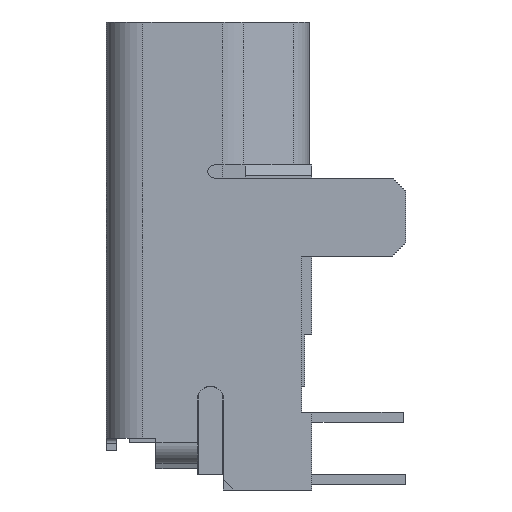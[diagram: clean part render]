
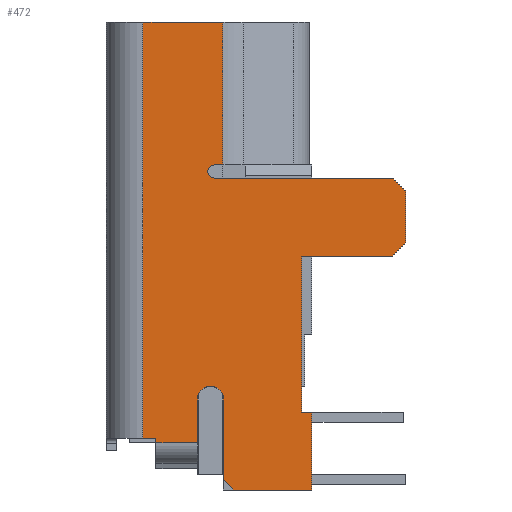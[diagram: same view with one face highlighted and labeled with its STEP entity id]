
A CAD part, left-side view. The second image highlights one B-rep face of the part: STEP entity #472.
In plain terms, the highlighted planar face has unit normal (-1, 0, 0).
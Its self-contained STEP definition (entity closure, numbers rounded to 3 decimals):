
#472=ADVANCED_FACE('',(#1532),#1533,.T.);
#1532=FACE_OUTER_BOUND('',#3549,.T.);
#1533=PLANE('',#3550);
#3549=EDGE_LOOP('',(#7521,#7522,#7523,#7524,#7525,#7526,#7527,#7528,#7529,#7530,#7531,#7532,#7533,#7534,#7535,#7536,#7537,#7538,#7539,#7540,#7541,#7542));
#3550=AXIS2_PLACEMENT_3D('',#7543,#7544,#7545);
#7521=ORIENTED_EDGE('',*,*,#10803,.T.);
#7522=ORIENTED_EDGE('',*,*,#10804,.F.);
#7523=ORIENTED_EDGE('',*,*,#10805,.F.);
#7524=ORIENTED_EDGE('',*,*,#9505,.T.);
#7525=ORIENTED_EDGE('',*,*,#10806,.T.);
#7526=ORIENTED_EDGE('',*,*,#9797,.T.);
#7527=ORIENTED_EDGE('',*,*,#10807,.F.);
#7528=ORIENTED_EDGE('',*,*,#10808,.F.);
#7529=ORIENTED_EDGE('',*,*,#10809,.F.);
#7530=ORIENTED_EDGE('',*,*,#9449,.T.);
#7531=ORIENTED_EDGE('',*,*,#10810,.T.);
#7532=ORIENTED_EDGE('',*,*,#10728,.T.);
#7533=ORIENTED_EDGE('',*,*,#10811,.T.);
#7534=ORIENTED_EDGE('',*,*,#10812,.F.);
#7535=ORIENTED_EDGE('',*,*,#10813,.F.);
#7536=ORIENTED_EDGE('',*,*,#10814,.T.);
#7537=ORIENTED_EDGE('',*,*,#10802,.T.);
#7538=ORIENTED_EDGE('',*,*,#10815,.F.);
#7539=ORIENTED_EDGE('',*,*,#10816,.F.);
#7540=ORIENTED_EDGE('',*,*,#10817,.F.);
#7541=ORIENTED_EDGE('',*,*,#10818,.F.);
#7542=ORIENTED_EDGE('',*,*,#10819,.T.);
#7543=CARTESIAN_POINT('',(-3.85,-0.288,0.0));
#7544=DIRECTION('',(-1.0,0.0,0.0));
#7545=DIRECTION('',(0.0,0.0,1.0));
#9449=EDGE_CURVE('',#11291,#11288,#11292,.T.);
#9505=EDGE_CURVE('',#11403,#11401,#11404,.T.);
#9797=EDGE_CURVE('',#11893,#11891,#11894,.T.);
#10728=EDGE_CURVE('',#13442,#13439,#13443,.T.);
#10802=EDGE_CURVE('',#13565,#13569,#13571,.T.);
#10803=EDGE_CURVE('',#13572,#13573,#13574,.T.);
#10804=EDGE_CURVE('',#13575,#13573,#13576,.T.);
#10805=EDGE_CURVE('',#11403,#13575,#13577,.T.);
#10806=EDGE_CURVE('',#11401,#11893,#13578,.T.);
#10807=EDGE_CURVE('',#13579,#11891,#13580,.T.);
#10808=EDGE_CURVE('',#13581,#13579,#13582,.T.);
#10809=EDGE_CURVE('',#11291,#13581,#13583,.T.);
#10810=EDGE_CURVE('',#11288,#13442,#13584,.T.);
#10811=EDGE_CURVE('',#13439,#13585,#13586,.T.);
#10812=EDGE_CURVE('',#13587,#13585,#13588,.T.);
#10813=EDGE_CURVE('',#13589,#13587,#13590,.T.);
#10814=EDGE_CURVE('',#13589,#13565,#13591,.T.);
#10815=EDGE_CURVE('',#13592,#13569,#13593,.T.);
#10816=EDGE_CURVE('',#13594,#13592,#13595,.T.);
#10817=EDGE_CURVE('',#13596,#13594,#13597,.T.);
#10818=EDGE_CURVE('',#13598,#13596,#13599,.T.);
#10819=EDGE_CURVE('',#13598,#13572,#13600,.T.);
#11288=VERTEX_POINT('',#14208);
#11291=VERTEX_POINT('',#14212);
#11292=CIRCLE('',#14213,0.25);
#11401=VERTEX_POINT('',#14350);
#11403=VERTEX_POINT('',#14352);
#11404=LINE('',#14353,#14354);
#11891=VERTEX_POINT('',#15182);
#11893=VERTEX_POINT('',#15185);
#11894=LINE('',#15186,#15187);
#13439=VERTEX_POINT('',#17830);
#13442=VERTEX_POINT('',#17834);
#13443=LINE('',#17835,#17836);
#13565=VERTEX_POINT('',#18026);
#13569=VERTEX_POINT('',#18032);
#13571=LINE('',#18035,#18036);
#13572=VERTEX_POINT('',#18037);
#13573=VERTEX_POINT('',#18038);
#13574=CIRCLE('',#18039,0.125);
#13575=VERTEX_POINT('',#18040);
#13576=LINE('',#18041,#18042);
#13577=LINE('',#18043,#18044);
#13578=LINE('',#18045,#18046);
#13579=VERTEX_POINT('',#18047);
#13580=LINE('',#18048,#18049);
#13581=VERTEX_POINT('',#18050);
#13582=LINE('',#18051,#18052);
#13583=LINE('',#18053,#18054);
#13584=CIRCLE('',#18055,0.25);
#13585=VERTEX_POINT('',#18056);
#13586=LINE('',#18057,#18058);
#13587=VERTEX_POINT('',#18059);
#13588=LINE('',#18060,#18061);
#13589=VERTEX_POINT('',#18062);
#13590=LINE('',#18063,#18064);
#13591=LINE('',#18065,#18066);
#13592=VERTEX_POINT('',#18067);
#13593=LINE('',#18068,#18069);
#13594=VERTEX_POINT('',#18070);
#13595=LINE('',#18071,#18072);
#13596=VERTEX_POINT('',#18073);
#13597=LINE('',#18074,#18075);
#13598=VERTEX_POINT('',#18076);
#13599=LINE('',#18077,#18078);
#13600=LINE('',#18079,#18080);
#14208=CARTESIAN_POINT('',(-3.85,-0.05,-7.0));
#14212=CARTESIAN_POINT('',(-3.85,0.2,-7.25));
#14213=AXIS2_PLACEMENT_3D('',#19044,#19045,#19046);
#14350=CARTESIAN_POINT('',(-3.85,1.25,0.0));
#14352=CARTESIAN_POINT('',(-3.85,-0.288,0.0));
#14353=CARTESIAN_POINT('',(-3.85,-0.288,0.0));
#14354=VECTOR('',#19156,1.538);
#15182=CARTESIAN_POINT('',(-3.85,1.0,-8.0));
#15185=CARTESIAN_POINT('',(-3.85,1.25,-8.0));
#15186=CARTESIAN_POINT('',(-3.85,1.25,-8.0));
#15187=VECTOR('',#19542,0.25);
#17830=CARTESIAN_POINT('',(-3.85,-0.3,-8.8));
#17834=CARTESIAN_POINT('',(-3.85,-0.3,-7.25));
#17835=CARTESIAN_POINT('',(-3.85,-0.3,-7.25));
#17836=VECTOR('',#20595,1.55);
#18026=CARTESIAN_POINT('',(-3.85,-1.8,-7.5));
#18032=CARTESIAN_POINT('',(-3.85,-1.8,-4.5));
#18035=CARTESIAN_POINT('',(-3.85,-1.8,-7.5));
#18036=VECTOR('',#20673,3.0);
#18037=CARTESIAN_POINT('',(-3.85,-0.125,-3.0));
#18038=CARTESIAN_POINT('',(-3.85,-0.125,-2.75));
#18039=AXIS2_PLACEMENT_3D('',#20674,#20675,#20676);
#18040=CARTESIAN_POINT('',(-3.85,-0.288,-2.75));
#18041=CARTESIAN_POINT('',(-3.85,-0.288,-2.75));
#18042=VECTOR('',#20677,0.163);
#18043=CARTESIAN_POINT('',(-3.85,-0.288,0.0));
#18044=VECTOR('',#20678,2.75);
#18045=CARTESIAN_POINT('',(-3.85,1.25,0.0));
#18046=VECTOR('',#20679,8.0);
#18047=CARTESIAN_POINT('',(-3.85,1.0,-8.09));
#18048=CARTESIAN_POINT('',(-3.85,1.0,-8.09));
#18049=VECTOR('',#20680,0.09);
#18050=CARTESIAN_POINT('',(-3.85,0.2,-8.09));
#18051=CARTESIAN_POINT('',(-3.85,0.2,-8.09));
#18052=VECTOR('',#20681,0.8);
#18053=CARTESIAN_POINT('',(-3.85,0.2,-7.25));
#18054=VECTOR('',#20682,0.84);
#18055=AXIS2_PLACEMENT_3D('',#20683,#20684,#20685);
#18056=CARTESIAN_POINT('',(-3.85,-0.5,-9.0));
#18057=CARTESIAN_POINT('',(-3.85,-0.3,-8.8));
#18058=VECTOR('',#20686,0.283);
#18059=CARTESIAN_POINT('',(-3.85,-2.0,-9.0));
#18060=CARTESIAN_POINT('',(-3.85,-2.0,-9.0));
#18061=VECTOR('',#20687,1.5);
#18062=CARTESIAN_POINT('',(-3.85,-2.0,-7.5));
#18063=CARTESIAN_POINT('',(-3.85,-2.0,-7.5));
#18064=VECTOR('',#20688,1.5);
#18065=CARTESIAN_POINT('',(-3.85,-2.0,-7.5));
#18066=VECTOR('',#20689,0.2);
#18067=CARTESIAN_POINT('',(-3.85,-3.55,-4.5));
#18068=CARTESIAN_POINT('',(-3.85,-3.55,-4.5));
#18069=VECTOR('',#20690,1.75);
#18070=CARTESIAN_POINT('',(-3.85,-3.8,-4.25));
#18071=CARTESIAN_POINT('',(-3.85,-3.8,-4.25));
#18072=VECTOR('',#20691,0.354);
#18073=CARTESIAN_POINT('',(-3.85,-3.8,-3.25));
#18074=CARTESIAN_POINT('',(-3.85,-3.8,-3.25));
#18075=VECTOR('',#20692,1.0);
#18076=CARTESIAN_POINT('',(-3.85,-3.55,-3.0));
#18077=CARTESIAN_POINT('',(-3.85,-3.55,-3.0));
#18078=VECTOR('',#20693,0.354);
#18079=CARTESIAN_POINT('',(-3.85,-3.55,-3.0));
#18080=VECTOR('',#20694,3.425);
#19044=CARTESIAN_POINT('',(-3.85,-0.05,-7.25));
#19045=DIRECTION('',(1.0,0.0,0.0));
#19046=DIRECTION('',(0.0,1.0,0.0));
#19156=DIRECTION('',(0.0,1.0,0.0));
#19542=DIRECTION('',(0.0,-1.0,0.0));
#20595=DIRECTION('',(0.0,0.0,-1.0));
#20673=DIRECTION('',(0.0,0.0,1.0));
#20674=CARTESIAN_POINT('',(-3.85,-0.125,-2.875));
#20675=DIRECTION('',(1.0,0.0,0.0));
#20676=DIRECTION('',(0.0,0.0,-1.0));
#20677=DIRECTION('',(0.0,1.0,0.0));
#20678=DIRECTION('',(0.0,0.0,-1.0));
#20679=DIRECTION('',(0.0,0.0,-1.0));
#20680=DIRECTION('',(0.,0.0,1.0));
#20681=DIRECTION('',(0.0,1.0,0.0));
#20682=DIRECTION('',(0.0,0.0,-1.0));
#20683=CARTESIAN_POINT('',(-3.85,-0.05,-7.25));
#20684=DIRECTION('',(1.0,0.0,0.0));
#20685=DIRECTION('',(0.0,1.0,0.0));
#20686=DIRECTION('',(0.0,-0.707,-0.707));
#20687=DIRECTION('',(0.0,1.0,0.0));
#20688=DIRECTION('',(0.0,0.0,-1.0));
#20689=DIRECTION('',(0.0,1.0,0.0));
#20690=DIRECTION('',(0.0,1.0,0.0));
#20691=DIRECTION('',(0.0,0.707,-0.707));
#20692=DIRECTION('',(0.0,0.0,-1.0));
#20693=DIRECTION('',(0.0,-0.707,-0.707));
#20694=DIRECTION('',(0.0,1.0,0.0));
